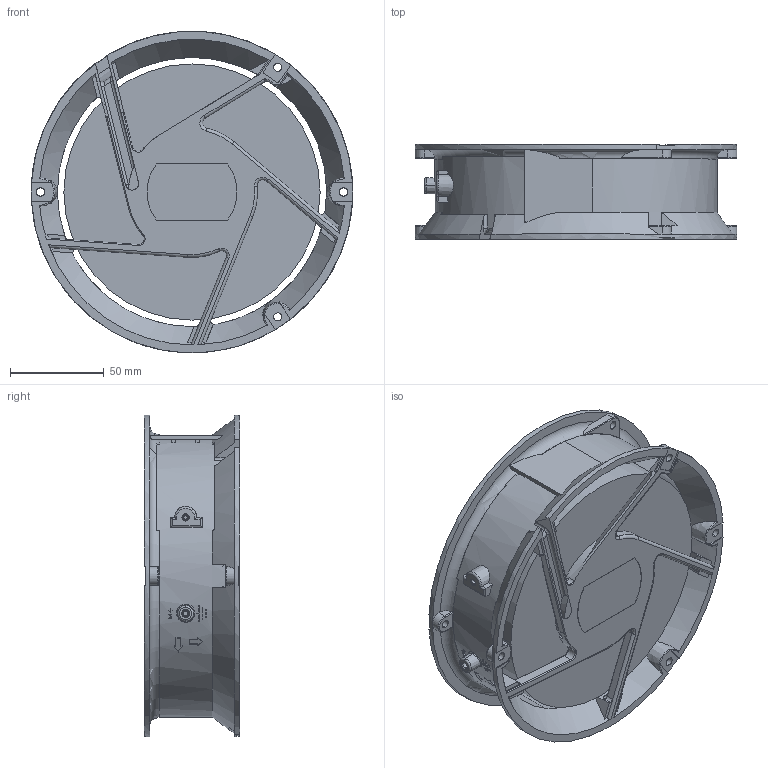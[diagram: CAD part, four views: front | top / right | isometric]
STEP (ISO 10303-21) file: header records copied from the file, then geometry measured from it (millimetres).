
FILE_DESCRIPTION((''),'2;1');
FILE_NAME('410020410007','2008-08-27T',('KEVIN.LIN'),(''),'PRO/ENGINEER BY PARAMETRIC TECHNOLOGY CORPORATION, 2004150','PRO/ENGINEER BY PARAMETRIC TECHNOLOGY CORPORATION, 2004150','');
FILE_SCHEMA(('CONFIG_CONTROL_DESIGN'));
Length unit declared in the file: millimetre
Products named in the file (1): 410020410007
Bounding box: 172 x 50.8 x 171.96 mm (x, y, z)
Volume: 759351.6 mm3; surface area: 121863.3 mm2
Topology: 1 solids, 1 shells, 427 faces, 1175 edges, 749 vertices
Faces by surface type: plane 222, cylinder 111, torus 42, bspline 32, cone 17, revolution 2, extrusion 1
Entity records: 15528 total; most frequent: CARTESIAN_POINT 4836, ORIENTED_EDGE 2350, DIRECTION 2127, EDGE_CURVE 1175, AXIS2_PLACEMENT_3D 801, VERTEX_POINT 749, VECTOR 523, LINE 522
